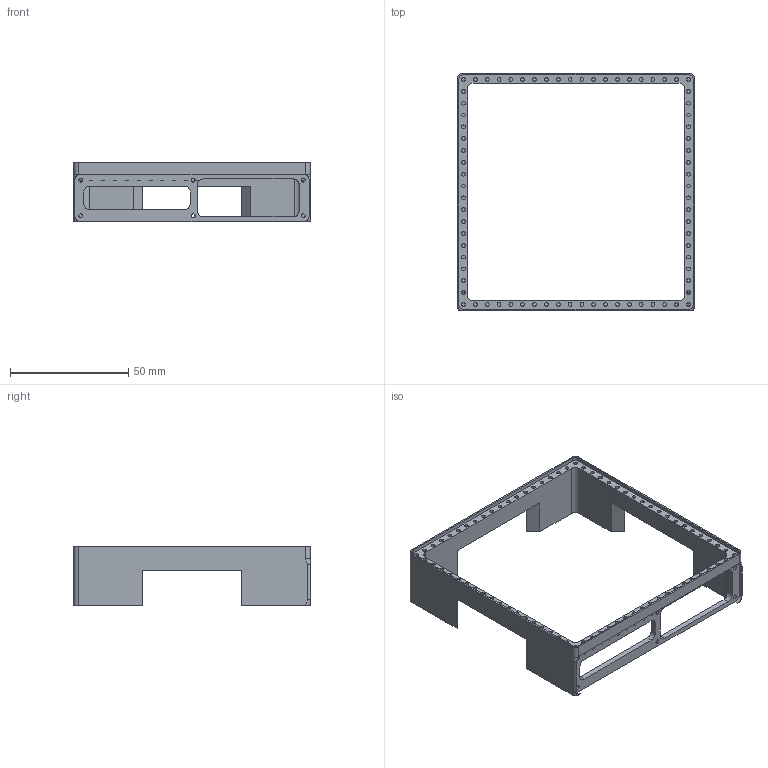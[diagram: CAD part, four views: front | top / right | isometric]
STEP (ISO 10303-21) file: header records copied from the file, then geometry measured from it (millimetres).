
FILE_DESCRIPTION(('FreeCAD Model'),'2;1');
FILE_NAME('Open CASCADE Shape Model','2022-11-11T19:20:24',('Author'),( ''),'Open CASCADE STEP processor 7.6','FreeCAD','Unknown');
FILE_SCHEMA(('AUTOMOTIVE_DESIGN { 1 0 10303 214 1 1 1 1 }'));
Length unit declared in the file: millimetre
Products named in the file (1): Body
Bounding box: 100 x 100 x 25 mm (x, y, z)
Volume: 21142.3 mm3; surface area: 19464 mm2
Topology: 1 solids, 1 shells, 246 faces, 529 edges, 350 vertices
Faces by surface type: plane 124, cylinder 116, bspline 6
Full cylindrical faces by diameter (mm): 1.6 x82
Entity records: 15630 total; most frequent: CARTESIAN_POINT 4510, DIRECTION 2150, ORIENTED_EDGE 1058, PCURVE 1058, DEFINITIONAL_REPRESENTATION 1058, LINE 1034, VECTOR 1034, EDGE_CURVE 529
